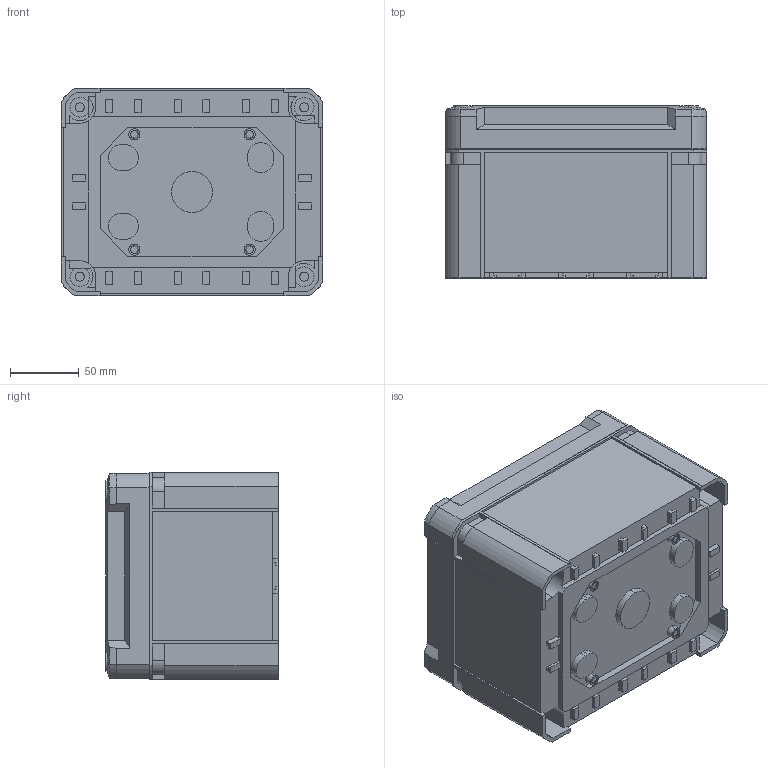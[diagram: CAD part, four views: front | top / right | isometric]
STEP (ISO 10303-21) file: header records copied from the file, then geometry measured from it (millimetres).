
FILE_DESCRIPTION (( 'STEP AP214' ), '1' );
FILE_NAME ('111558.STP', '2022-08-29T12:45:48', ( '' ), ( '' ), 'SwSTEP 2.0', 'SolidWorks 2020', '' );
FILE_SCHEMA (( 'AUTOMOTIVE_DESIGN' ));
Length unit declared in the file: millimetre
Products named in the file (8): P_060182_1_Standard; 111558; 087700_Standard; ED170-04-02_Standard; 116133_55; 113230_Standart; 050522_Deckel-X10-RAL7035; 076708_S916BC-without breakout opening PC
Assembly tree (13 placements, depth 3):
  111558
    076708_S916BC-without breakout opening PC
    113230_Standart
      050522_Deckel-X10-RAL7035
      P_060182_1_Standard
    087700_Standard  x4
    ED170-04-02_Standard  x4
    116133_55
Bounding box: 190.5 x 125.41 x 150.9 mm (x, y, z)
Volume: 519122.9 mm3; surface area: 369838.3 mm2
Topology: 12 solids, 12 shells, 1228 faces, 3123 edges, 1980 vertices
Faces by surface type: plane 643, cylinder 329, cone 128, torus 120, bspline 8
Entity records: 35695 total; most frequent: CARTESIAN_POINT 6940, DIRECTION 5963, ORIENTED_EDGE 5850, EDGE_CURVE 2925, AXIS2_PLACEMENT_3D 2069, VERTEX_POINT 1848, VECTOR 1825, LINE 1825
